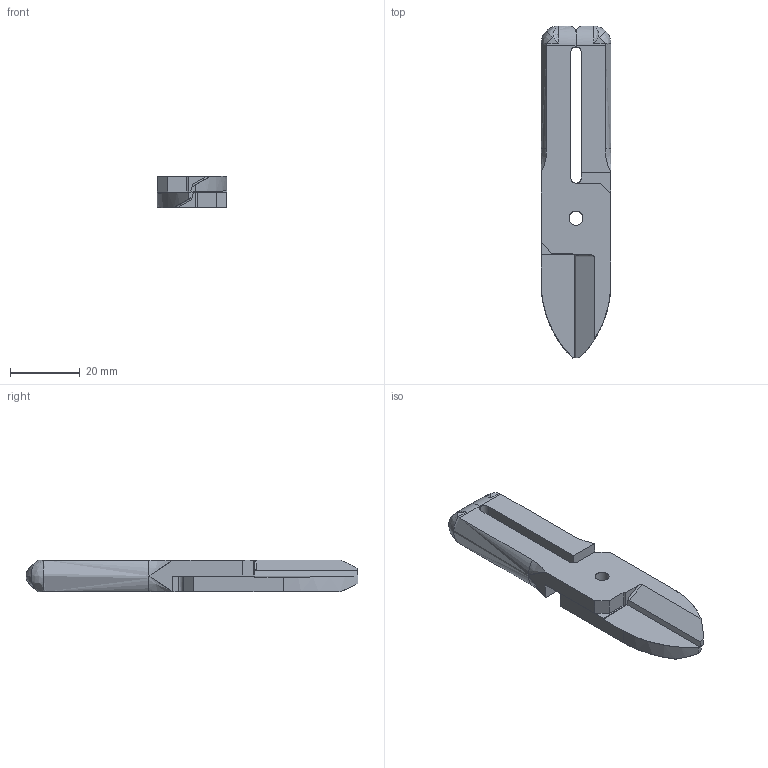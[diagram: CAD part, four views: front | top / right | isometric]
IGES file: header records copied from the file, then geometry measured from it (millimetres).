
Global section: file name: 44HHW10J.igs; native system: Rhinoceros ( Mar  9 2011 ); preprocessor: Trout Lake IGES 012 Mar  9 2011; date: 111006.234615; units: millimetre
Bounding box: 20 x 95 x 9 mm (x, y, z)
Surface area: 6583.5 mm2 (no closed solid volume)
Topology: 0 solids, 0 shells, 76 faces, 428 edges, 424 vertices
Faces by surface type: bspline 76
